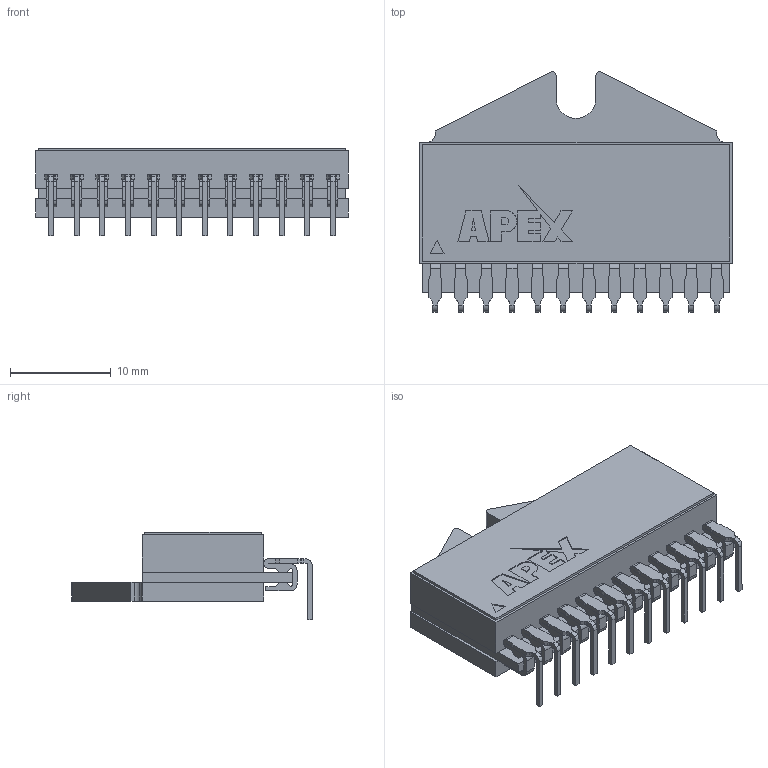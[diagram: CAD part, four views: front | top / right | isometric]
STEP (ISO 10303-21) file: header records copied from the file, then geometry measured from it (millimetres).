
FILE_DESCRIPTION((''),'2;1');
FILE_NAME('PA93_h.stp','2010-01-12T14:25:26',(''),(''),'Mechanical Desktop 2006','Mechanical Desktop 2006',', , ');
FILE_SCHEMA(('AUTOMOTIVE_DESIGN { 1 2 10303 214 0 1 1 1 }'));
Length unit declared in the file: millimetre
Products named in the file (1): Product
Bounding box: 30.99 x 23.86 x 8.72 mm (x, y, z)
Volume: 2933.8 mm3; surface area: 3949.2 mm2
Topology: 16 solids, 16 shells, 701 faces, 1986 edges, 1324 vertices
Faces by surface type: plane 445, cylinder 250, bspline 6
Entity records: 22791 total; most frequent: CARTESIAN_POINT 4030, ORIENTED_EDGE 3972, DIRECTION 3878, EDGE_CURVE 1986, VECTOR 1486, LINE 1486, VERTEX_POINT 1324, AXIS2_PLACEMENT_3D 1196
